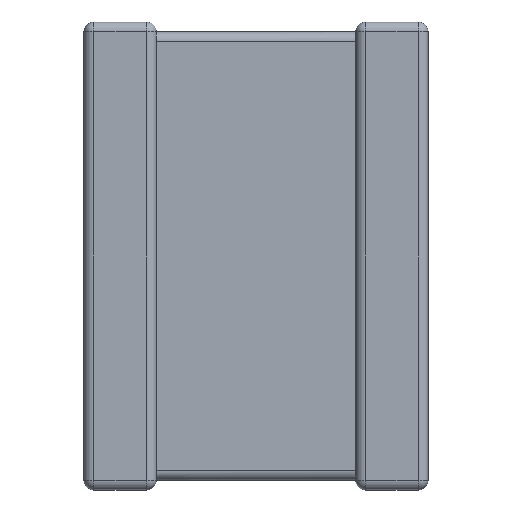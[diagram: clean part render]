
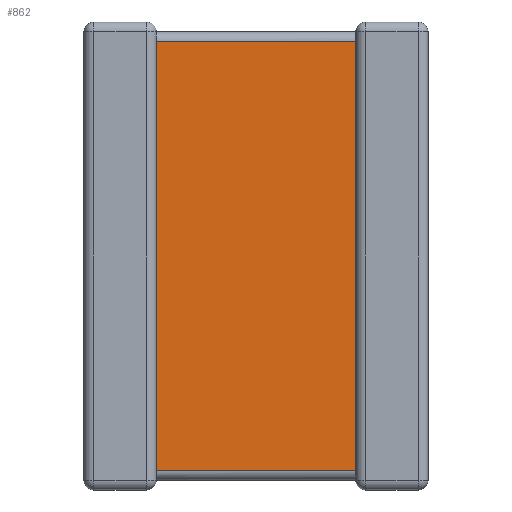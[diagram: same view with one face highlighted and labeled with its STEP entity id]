
A CAD part, front view. The second image highlights one B-rep face of the part: STEP entity #862.
In plain terms, the highlighted planar face has unit normal (0, -1, 0).
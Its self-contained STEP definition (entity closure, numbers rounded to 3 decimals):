
#19 = CARTESIAN_POINT ( 'NONE',  ( 1.05, 0.141, -6.8 ) ) ;
#116 = VERTEX_POINT ( 'NONE', #1722 ) ;
#157 = CARTESIAN_POINT ( 'NONE',  ( 1.05, 0.141, -6.517 ) ) ;
#161 = EDGE_CURVE ( 'NONE', #2412, #116, #2433, .T. ) ;
#342 = CARTESIAN_POINT ( 'NONE',  ( 3.95, 0.141, -6.8 ) ) ;
#359 = VERTEX_POINT ( 'NONE', #157 ) ;
#411 = DIRECTION ( 'NONE',  ( 0., -1., 0. ) ) ;
#730 = FACE_OUTER_BOUND ( 'NONE', #2598, .T. ) ;
#756 = CARTESIAN_POINT ( 'NONE',  ( 1.05, 0.141, -0.283 ) ) ;
#862 = ADVANCED_FACE ( 'NONE', ( #730 ), #4492, .T. ) ;
#1165 = VECTOR ( 'NONE', #2440, 1000. ) ;
#1501 = ORIENTED_EDGE ( 'NONE', *, *, #2995, .T. ) ;
#1516 = EDGE_CURVE ( 'NONE', #359, #3172, #3180, .T. ) ;
#1722 = CARTESIAN_POINT ( 'NONE',  ( 3.95, 0.141, -0.283 ) ) ;
#1737 = CARTESIAN_POINT ( 'NONE',  ( 1.05, 0.141, -0.283 ) ) ;
#1817 = ORIENTED_EDGE ( 'NONE', *, *, #3990, .T. ) ;
#1833 = CARTESIAN_POINT ( 'NONE',  ( 1.05, 0.141, -6.8 ) ) ;
#2119 = DIRECTION ( 'NONE',  ( 0., 0., 1. ) ) ;
#2312 = LINE ( 'NONE', #2775, #3452 ) ;
#2412 = VERTEX_POINT ( 'NONE', #4125 ) ;
#2433 = LINE ( 'NONE', #342, #2642 ) ;
#2434 = ORIENTED_EDGE ( 'NONE', *, *, #1516, .F. ) ;
#2440 = DIRECTION ( 'NONE',  ( -1., 0., 0. ) ) ;
#2526 = VECTOR ( 'NONE', #3611, 1000. ) ;
#2598 = EDGE_LOOP ( 'NONE', ( #2434, #1501, #4246, #1817 ) ) ;
#2642 = VECTOR ( 'NONE', #2119, 1000. ) ;
#2738 = LINE ( 'NONE', #1737, #1165 ) ;
#2775 = CARTESIAN_POINT ( 'NONE',  ( 3.95, 0.141, -6.517 ) ) ;
#2995 = EDGE_CURVE ( 'NONE', #359, #2412, #2312, .T. ) ;
#3172 = VERTEX_POINT ( 'NONE', #756 ) ;
#3180 = LINE ( 'NONE', #1833, #2526 ) ;
#3452 = VECTOR ( 'NONE', #4190, 1000. ) ;
#3611 = DIRECTION ( 'NONE',  ( 0., 0., 1. ) ) ;
#3849 = DIRECTION ( 'NONE',  ( 0., 0., -1. ) ) ;
#3990 = EDGE_CURVE ( 'NONE', #116, #3172, #2738, .T. ) ;
#4125 = CARTESIAN_POINT ( 'NONE',  ( 3.95, 0.141, -6.517 ) ) ;
#4190 = DIRECTION ( 'NONE',  ( 1., 0., 0. ) ) ;
#4246 = ORIENTED_EDGE ( 'NONE', *, *, #161, .T. ) ;
#4365 = AXIS2_PLACEMENT_3D ( 'NONE', #19, #411, #3849 ) ;
#4492 = PLANE ( 'NONE',  #4365 ) ;
